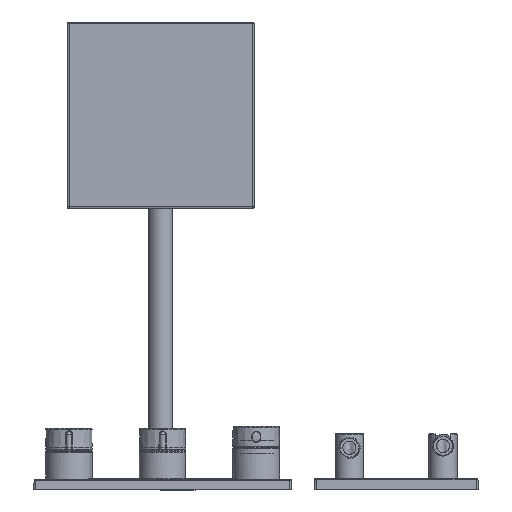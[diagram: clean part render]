
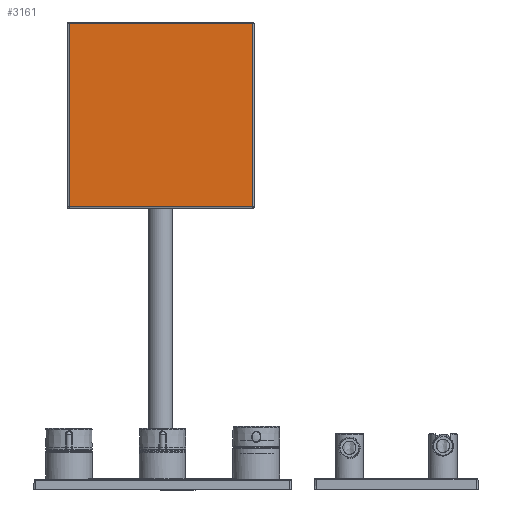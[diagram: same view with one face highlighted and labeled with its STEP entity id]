
A CAD part, front view. The second image highlights one B-rep face of the part: STEP entity #3161.
In plain terms, the highlighted planar face has unit normal (0, -1, 0).
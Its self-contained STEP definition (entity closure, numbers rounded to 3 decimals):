
#1143 = DIRECTION ( 'NONE',  ( 0., 0., 1. ) ) ;
#1483 = CARTESIAN_POINT ( 'NONE',  ( -349.174, 793.26, 400. ) ) ;
#1562 = DIRECTION ( 'NONE',  ( 1., 0., 0. ) ) ;
#1700 = VECTOR ( 'NONE', #1143, 1000. ) ;
#2082 = EDGE_CURVE ( 'NONE', #6463, #11630, #11486, .T. ) ;
#2219 = ORIENTED_EDGE ( 'NONE', *, *, #5010, .F. ) ;
#2360 = ORIENTED_EDGE ( 'NONE', *, *, #2659, .F. ) ;
#2436 = ORIENTED_EDGE ( 'NONE', *, *, #2082, .F. ) ;
#2659 = EDGE_CURVE ( 'NONE', #11630, #4903, #10019, .T. ) ;
#3161 = ADVANCED_FACE ( 'NONE', ( #8164 ), #13286, .F. ) ;
#4353 = ORIENTED_EDGE ( 'NONE', *, *, #14051, .F. ) ;
#4471 = CARTESIAN_POINT ( 'NONE',  ( -153.774, 793.26, 497.7 ) ) ;
#4903 = VERTEX_POINT ( 'NONE', #10151 ) ;
#5010 = EDGE_CURVE ( 'NONE', #4903, #8924, #13521, .T. ) ;
#5027 = CARTESIAN_POINT ( 'NONE',  ( -251.474, 793.26, 497.7 ) ) ;
#5697 = CARTESIAN_POINT ( 'NONE',  ( -349.174, 793.26, 302.3 ) ) ;
#5761 = CARTESIAN_POINT ( 'NONE',  ( -153.774, 793.26, 400. ) ) ;
#6463 = VERTEX_POINT ( 'NONE', #4471 ) ;
#7203 = CARTESIAN_POINT ( 'NONE',  ( -153.774, 793.26, 302.3 ) ) ;
#7412 = CARTESIAN_POINT ( 'NONE',  ( -349.174, 793.26, 497.7 ) ) ;
#7519 = DIRECTION ( 'NONE',  ( -1., 0., 0. ) ) ;
#7981 = DIRECTION ( 'NONE',  ( 0., 0., 1. ) ) ;
#8164 = FACE_OUTER_BOUND ( 'NONE', #12477, .T. ) ;
#8924 = VERTEX_POINT ( 'NONE', #7412 ) ;
#9804 = VECTOR ( 'NONE', #7519, 1000. ) ;
#10019 = LINE ( 'NONE', #12851, #9804 ) ;
#10151 = CARTESIAN_POINT ( 'NONE',  ( -349.174, 793.26, 302.3 ) ) ;
#10694 = AXIS2_PLACEMENT_3D ( 'NONE', #5697, #14375, #7981 ) ;
#11189 = VECTOR ( 'NONE', #14434, 1000. ) ;
#11197 = VECTOR ( 'NONE', #1562, 1000. ) ;
#11486 = LINE ( 'NONE', #5761, #11189 ) ;
#11630 = VERTEX_POINT ( 'NONE', #7203 ) ;
#12363 = LINE ( 'NONE', #5027, #11197 ) ;
#12477 = EDGE_LOOP ( 'NONE', ( #2219, #2360, #2436, #4353 ) ) ;
#12851 = CARTESIAN_POINT ( 'NONE',  ( -251.474, 793.26, 302.3 ) ) ;
#13286 = PLANE ( 'NONE',  #10694 ) ;
#13521 = LINE ( 'NONE', #1483, #1700 ) ;
#14051 = EDGE_CURVE ( 'NONE', #8924, #6463, #12363, .T. ) ;
#14375 = DIRECTION ( 'NONE',  ( 0., 1., 0. ) ) ;
#14434 = DIRECTION ( 'NONE',  ( 0., 0., -1. ) ) ;
